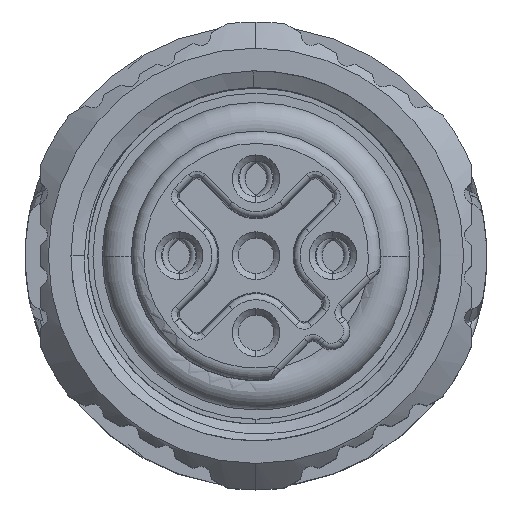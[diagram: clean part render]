
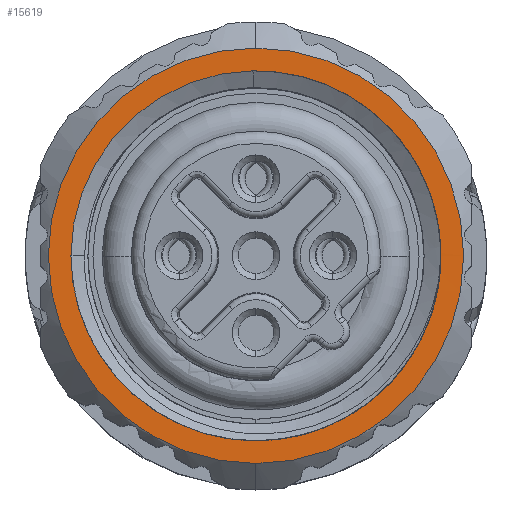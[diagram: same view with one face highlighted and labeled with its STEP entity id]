
A CAD part, top view. The second image highlights one B-rep face of the part: STEP entity #15619.
In plain terms, the highlighted planar face has unit normal (0, 0, 1).
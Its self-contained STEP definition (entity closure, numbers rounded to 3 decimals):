
#2424=CARTESIAN_POINT('',(6.011,0.,
-0.002));
#2603=CARTESIAN_POINT('',(0.,0.,0.));
#2604=DIRECTION('',(0.,0.,-1.));
#2605=DIRECTION('',(0.,1.,0.));
#2606=AXIS2_PLACEMENT_3D('',#2603,#2604,#2605);
#2608=CARTESIAN_POINT('',(0.,0.,0.));
#2609=DIRECTION('',(0.,0.,-1.));
#2610=DIRECTION('',(0.,-1.,0.));
#2611=AXIS2_PLACEMENT_3D('',#2608,#2609,#2610);
#2613=CARTESIAN_POINT('',(-6.015,0.,0.));
#2614=CARTESIAN_POINT('',(-6.015,-0.458,0.));
#2615=CARTESIAN_POINT('',(-5.913,-1.347,
0.));
#2616=CARTESIAN_POINT('',(-5.464,-2.635,
0.));
#2617=CARTESIAN_POINT('',(-4.74,-3.783,
0.));
#2618=CARTESIAN_POINT('',(-3.792,-4.734,
0.));
#2619=CARTESIAN_POINT('',(-2.641,-5.461,
0.));
#2620=CARTESIAN_POINT('',(-1.358,-5.912,
0.));
#2621=CARTESIAN_POINT('',(-0.01,-6.066,
0.));
#2622=CARTESIAN_POINT('',(1.338,-5.916,
0.));
#2623=CARTESIAN_POINT('',(2.617,-5.472,
0.));
#2624=CARTESIAN_POINT('',(3.77,-4.751,
0.));
#2625=CARTESIAN_POINT('',(4.726,-3.802,
0.));
#2626=CARTESIAN_POINT('',(5.458,-2.648,
0.));
#2627=CARTESIAN_POINT('',(5.915,-1.355,
0.001));
#2628=CARTESIAN_POINT('',(6.011,-0.453,
-0.002));
#2629=CARTESIAN_POINT('',(6.011,0.,
-0.002));
#2631=CARTESIAN_POINT('',(6.011,0.,
-0.002));
#2632=CARTESIAN_POINT('',(6.011,0.021,
-0.002));
#2633=CARTESIAN_POINT('',(6.01,0.043,
0.001));
#2634=CARTESIAN_POINT('',(6.01,0.079,0.));
#2635=CARTESIAN_POINT('',(6.01,0.093,0.));
#2637=CARTESIAN_POINT('',(6.01,0.093,0.));
#2638=CARTESIAN_POINT('',(6.004,0.492,0.));
#2639=CARTESIAN_POINT('',(5.914,1.271,0.));
#2640=CARTESIAN_POINT('',(5.551,2.405,
0.));
#2641=CARTESIAN_POINT('',(4.974,3.442,0.));
#2642=CARTESIAN_POINT('',(4.212,4.341,
0.));
#2643=CARTESIAN_POINT('',(3.289,5.077,0.));
#2644=CARTESIAN_POINT('',(2.232,5.623,
0.));
#2645=CARTESIAN_POINT('',(1.087,5.949,0.));
#2646=CARTESIAN_POINT('',(0.306,6.018,
-0.001));
#2647=CARTESIAN_POINT('',(-0.099,6.011,
-0.001));
#2649=CARTESIAN_POINT('',(0.,0.,0.));
#2650=DIRECTION('',(0.,0.,1.));
#2651=DIRECTION('',(-0.017,1.,0.));
#2652=AXIS2_PLACEMENT_3D('',#2649,#2650,#2651);
#10600=VERTEX_POINT('',#2424);
#10612=CARTESIAN_POINT('',(-6.015,0.,0.));
#10613=VERTEX_POINT('',#10612);
#10614=CARTESIAN_POINT('',(-0.099,6.011,
-0.001));
#10615=VERTEX_POINT('',#10614);
#10616=CARTESIAN_POINT('',(0.,6.75,0.));
#10617=CARTESIAN_POINT('',(0.,-6.75,0.));
#10618=VERTEX_POINT('',#10616);
#10619=VERTEX_POINT('',#10617);
#11834=VERTEX_POINT('',#2635);
#15599=CARTESIAN_POINT('',(0.,0.,0.));
#15600=DIRECTION('',(0.,0.,-1.));
#15601=DIRECTION('',(1.,0.,0.));
#15602=AXIS2_PLACEMENT_3D('',#15599,#15600,#15601);
#15603=PLANE('',#15602);
#15605=ORIENTED_EDGE('',*,*,#15604,.T.);
#15607=ORIENTED_EDGE('',*,*,#15606,.T.);
#15608=EDGE_LOOP('',(#15605,#15607));
#15609=FACE_OUTER_BOUND('',#15608,.F.);
#15610=ORIENTED_EDGE('',*,*,#15592,.T.);
#15612=ORIENTED_EDGE('',*,*,#15611,.T.);
#15614=ORIENTED_EDGE('',*,*,#15613,.T.);
#15616=ORIENTED_EDGE('',*,*,#15615,.T.);
#15617=EDGE_LOOP('',(#15610,#15612,#15614,#15616));
#15618=FACE_BOUND('',#15617,.F.);
#15619=ADVANCED_FACE('',(#15609,#15618),#15603,.F.);
#2607=CIRCLE('',#2606,6.75);
#2612=CIRCLE('',#2611,6.75);
#2630=B_SPLINE_CURVE_WITH_KNOTS('',3,(#2613,#2614,#2615,#2616,#2617,#2618,#2619,
#2620,#2621,#2622,#2623,#2624,#2625,#2626,#2627,#2628,#2629),.UNSPECIFIED.,.F.,
.F.,(4,1,1,1,1,1,1,1,1,1,1,1,1,1,4),(0.,0.071,0.143,
0.214,0.286,0.357,0.429,0.5,
0.571,0.643,0.714,0.786,
0.857,0.929,1.),.UNSPECIFIED.);
#2636=B_SPLINE_CURVE_WITH_KNOTS('',3,(#2631,#2632,#2633,#2634,#2635),
.UNSPECIFIED.,.F.,.F.,(4,1,4),(0.,0.5,1.),.UNSPECIFIED.);
#2648=B_SPLINE_CURVE_WITH_KNOTS('',3,(#2637,#2638,#2639,#2640,#2641,#2642,#2643,
#2644,#2645,#2646,#2647),.UNSPECIFIED.,.F.,.F.,(4,1,1,1,1,1,1,1,4),(0.,
0.125,0.25,0.375,0.5,0.625,0.75,0.875,1.),.UNSPECIFIED.);
#2653=CIRCLE('',#2652,6.015);
#15592=EDGE_CURVE('',#10613,#10600,#2630,.T.);
#15604=EDGE_CURVE('',#10618,#10619,#2607,.T.);
#15606=EDGE_CURVE('',#10619,#10618,#2612,.T.);
#15611=EDGE_CURVE('',#10600,#11834,#2636,.T.);
#15613=EDGE_CURVE('',#11834,#10615,#2648,.T.);
#15615=EDGE_CURVE('',#10615,#10613,#2653,.T.);
